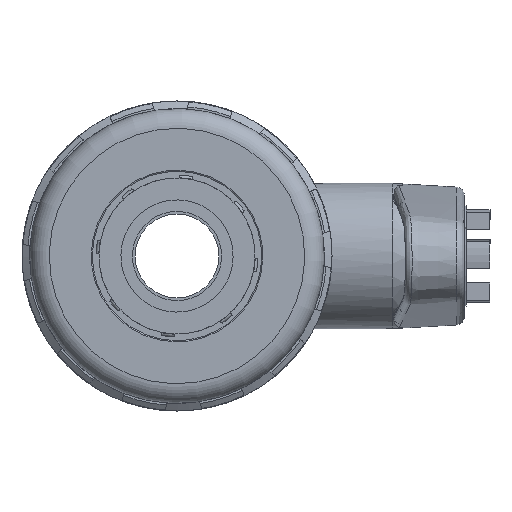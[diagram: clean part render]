
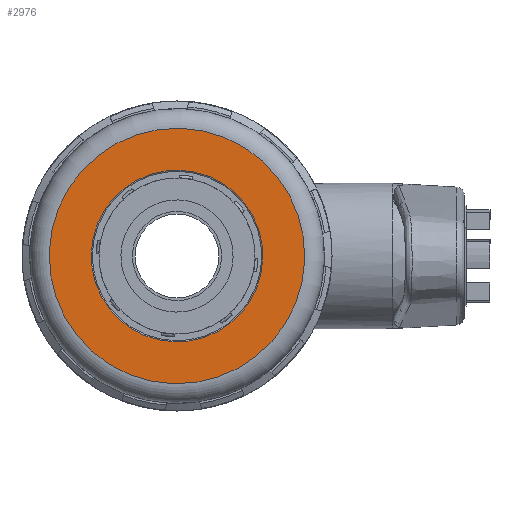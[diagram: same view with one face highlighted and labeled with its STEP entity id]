
A CAD part, left-side view. The second image highlights one B-rep face of the part: STEP entity #2976.
In plain terms, the highlighted face is planar.
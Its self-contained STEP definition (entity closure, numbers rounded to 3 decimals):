
#2976 = ADVANCED_FACE( '', ( #6221, #6222 ), #6223, .T. );
#6221 = FACE_BOUND( '', #17546, .T. );
#6222 = FACE_OUTER_BOUND( '', #17547, .T. );
#6223 = PLANE( '', #17548 );
#17546 = EDGE_LOOP( '', ( #28812 ) );
#17547 = EDGE_LOOP( '', ( #28813 ) );
#17548 = AXIS2_PLACEMENT_3D( '', #28814, #28815, #28816 );
#28812 = ORIENTED_EDGE( '', *, *, #34041, .T. );
#28813 = ORIENTED_EDGE( '', *, *, #31566, .F. );
#28814 = CARTESIAN_POINT( '', ( -22.85, 0., 21.5 ) );
#28815 = DIRECTION( '', ( 0., 0., 1. ) );
#28816 = DIRECTION( '', ( 1., 0., 0. ) );
#31566 = EDGE_CURVE( '', #35942, #35942, #35943, .T. );
#34041 = EDGE_CURVE( '', #39740, #39740, #39741, .T. );
#35942 = VERTEX_POINT( '', #43326 );
#35943 = CIRCLE( '', #43327, 22.85 );
#39740 = VERTEX_POINT( '', #55230 );
#39741 = CIRCLE( '', #55231, 15.345 );
#43326 = CARTESIAN_POINT( '', ( -22.85, 0., 21.5 ) );
#43327 = AXIS2_PLACEMENT_3D( '', #58137, #58138, #58139 );
#55230 = CARTESIAN_POINT( '', ( -15.345, 0., 21.5 ) );
#55231 = AXIS2_PLACEMENT_3D( '', #60534, #60535, #60536 );
#58137 = CARTESIAN_POINT( '', ( 0., 0., 21.5 ) );
#58138 = DIRECTION( '', ( 0., 0., -1. ) );
#58139 = DIRECTION( '', ( -1., 0., 0. ) );
#60534 = CARTESIAN_POINT( '', ( 0., 0., 21.5 ) );
#60535 = DIRECTION( '', ( 0., 0., -1. ) );
#60536 = DIRECTION( '', ( -1., 0., 0. ) );
